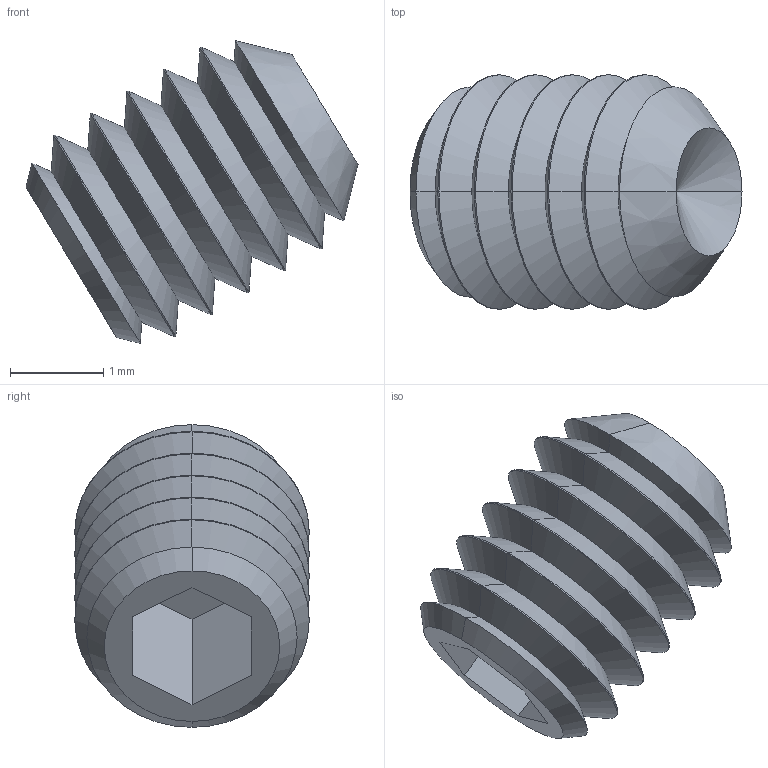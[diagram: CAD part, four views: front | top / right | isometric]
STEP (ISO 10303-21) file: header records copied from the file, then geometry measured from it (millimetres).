
FILE_DESCRIPTION (( 'STEP AP203' ), '1' );
FILE_NAME ('E3-X-1000-X-H-D-X-3_01_sldprt.STEP', '2016-06-02T17:08:21', ( 'Shusen Zhang' ), ( 'MathWorks' ), 'SwSTEP 2.0', 'SolidWorks 2015', '' );
FILE_SCHEMA (( 'CONFIG_CONTROL_DESIGN' ));
Length unit declared in the file: inch
Products named in the file (1): E3-X-1000-X-H-D-X-3_01_sldprt
Bounding box: 3.56 x 2.51 x 3.24 mm (x, y, z)
Volume: 8.8 mm3; surface area: 47.8 mm2
Topology: 1 solids, 1 shells, 48 faces, 100 edges, 53 vertices
Faces by surface type: cone 30, cylinder 10, plane 8
Entity records: 1305 total; most frequent: DIRECTION 236, CARTESIAN_POINT 200, ORIENTED_EDGE 196, EDGE_CURVE 98, AXIS2_PLACEMENT_3D 89, LINE 58, VECTOR 58, VERTEX_POINT 53
